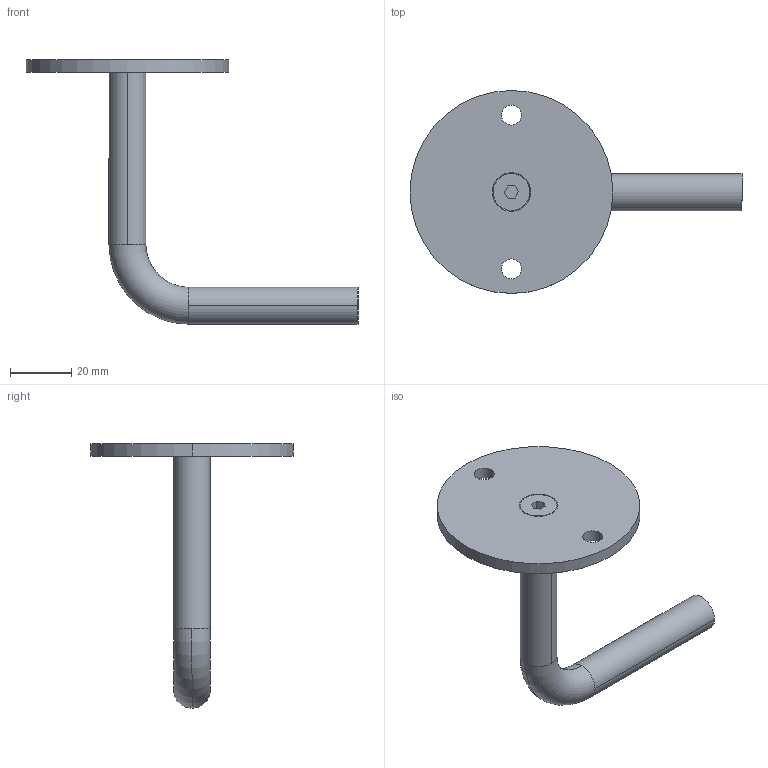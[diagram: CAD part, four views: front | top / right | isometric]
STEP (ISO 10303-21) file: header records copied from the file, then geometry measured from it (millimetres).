
FILE_DESCRIPTION (( 'STEP AP203' ), '1' );
FILE_NAME ('A_0114-266-Z.STEP', '2018-12-11T08:20:27', ( '' ), ( '' ), 'SwSTEP 2.0', 'SolidWorks 2018', '' );
FILE_SCHEMA (( 'CONFIG_CONTROL_DESIGN' ));
Length unit declared in the file: millimetre
Products named in the file (4): Skrutka DIN 7991_Skrutka M 6x 16; A_0114-266-Z.P1; A_0114-266-Z; A_0114-266-Z.P2
Assembly tree (3 placements, depth 2):
  A_0114-266-Z
    A_0114-266-Z.P1
    A_0114-266-Z.P2
    Skrutka DIN 7991_Skrutka M 6x 16
Bounding box: 108 x 66 x 86 mm (x, y, z)
Volume: 29338.3 mm3; surface area: 14132.8 mm2
Topology: 3 solids, 3 shells, 45 faces, 100 edges, 61 vertices
Faces by surface type: cylinder 20, plane 13, cone 10, torus 2
Entity records: 1664 total; most frequent: DIRECTION 250, CARTESIAN_POINT 210, ORIENTED_EDGE 196, AXIS2_PLACEMENT_3D 101, EDGE_CURVE 98, VERTEX_POINT 61, EDGE_LOOP 53, CIRCLE 50
